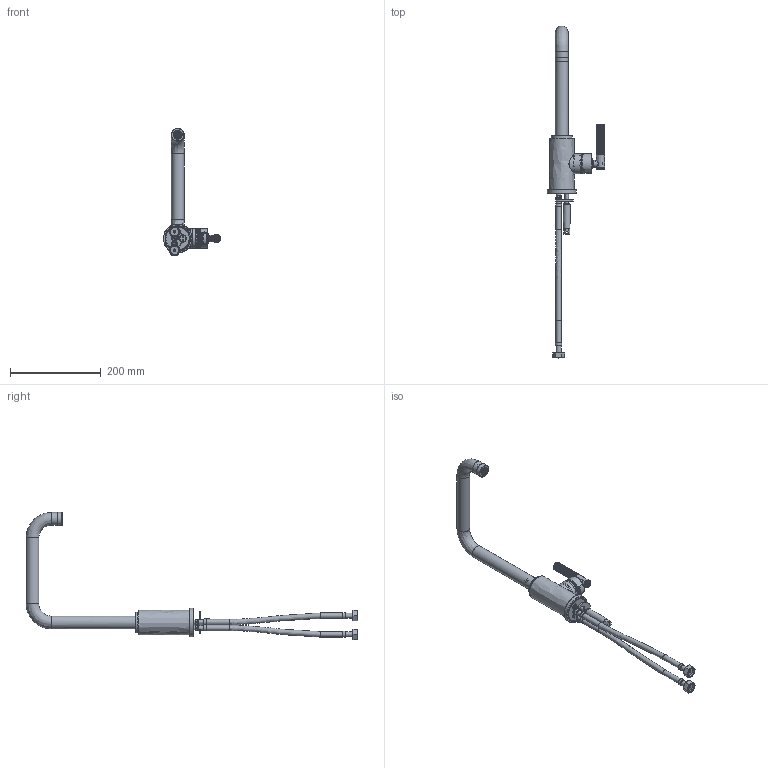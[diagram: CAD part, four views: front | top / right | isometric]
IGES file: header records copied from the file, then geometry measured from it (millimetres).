
Global section: file name: V7KA32LL; native system: Autodesk Inventor 2024; preprocessor: unknown; author: rclarke; date: 20231128.115536; units: millimetre
Bounding box: 125.79 x 729.45 x 279.5 mm (x, y, z)
Volume: 533684 mm3; surface area: 247662.7 mm2
Topology: 48 solids, 48 shells, 3588 faces, 9305 edges, 5942 vertices
Faces by surface type: bspline 3588
